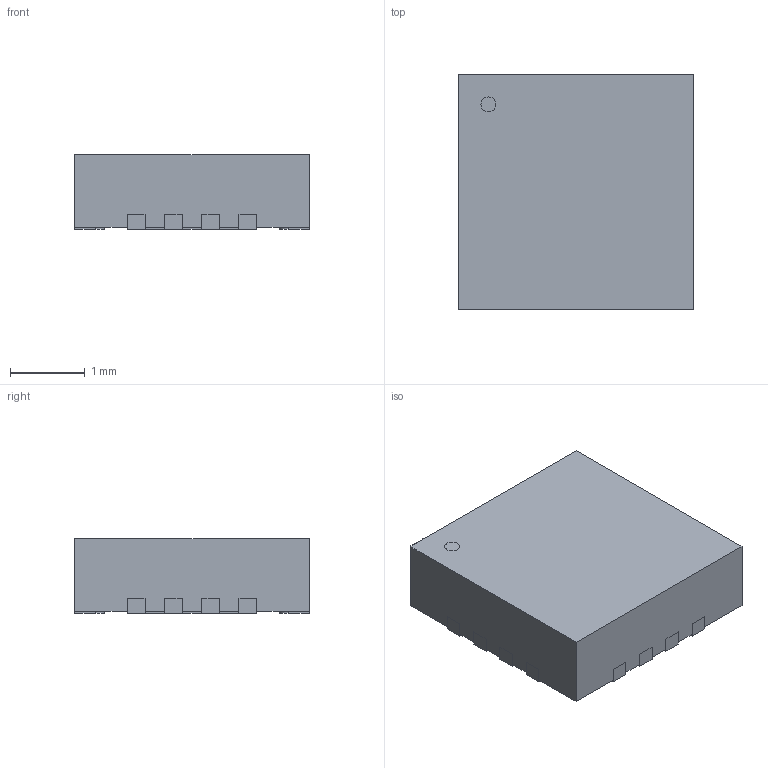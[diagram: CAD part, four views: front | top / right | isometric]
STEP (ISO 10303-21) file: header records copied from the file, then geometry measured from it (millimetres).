
FILE_DESCRIPTION((''),'2;1');
FILE_NAME('QFN50P300X300X100-17N-S165.stp','2011-07-07T12:28:06',(''),(''),'Mechanical Desktop 2011','Mechanical Desktop 2011',', , ');
FILE_SCHEMA(('AUTOMOTIVE_DESIGN { 1 2 10303 214 1 1 1 1 }'));
Length unit declared in the file: millimetre
Products named in the file (1): Product
Bounding box: 3.15 x 3.15 x 1 mm (x, y, z)
Surface area: 47.5 mm2
Topology: 19 solids, 19 shells, 179 faces, 420 edges, 280 vertices
Faces by surface type: plane 143, cylinder 36
Entity records: 5127 total; most frequent: CARTESIAN_POINT 880, DIRECTION 852, ORIENTED_EDGE 840, EDGE_CURVE 420, VECTOR 348, LINE 348, VERTEX_POINT 280, AXIS2_PLACEMENT_3D 252
